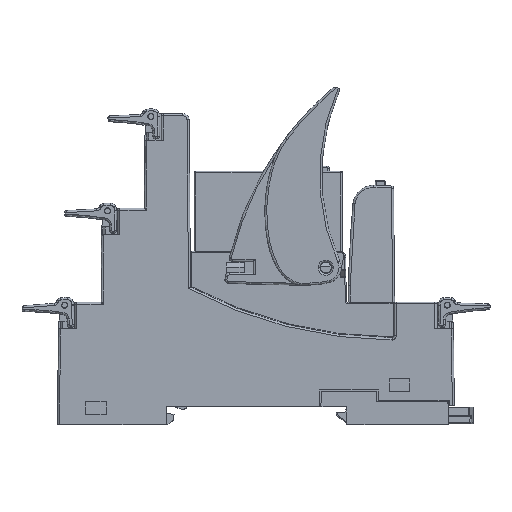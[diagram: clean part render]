
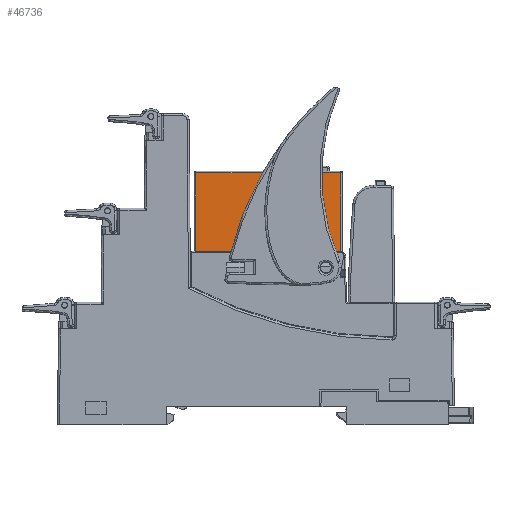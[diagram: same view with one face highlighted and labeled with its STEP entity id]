
A CAD part, top view. The second image highlights one B-rep face of the part: STEP entity #46736.
In plain terms, the highlighted face is planar.
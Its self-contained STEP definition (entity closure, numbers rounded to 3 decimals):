
#1461 = DIRECTION ( 'NONE',  ( -1., 0., 0. ) ) ;
#2036 = AXIS2_PLACEMENT_3D ( 'NONE', #55644, #7148, #12548 ) ;
#4408 = EDGE_CURVE ( 'NONE', #7808, #11358, #52649, .T. ) ;
#7054 = VECTOR ( 'NONE', #17508, 1000. ) ;
#7148 = DIRECTION ( 'NONE',  ( 0., -1., 0. ) ) ;
#7808 = VERTEX_POINT ( 'NONE', #11489 ) ;
#11358 = VERTEX_POINT ( 'NONE', #48641 ) ;
#11489 = CARTESIAN_POINT ( 'NONE',  ( 14.2, 6.35, 15.4 ) ) ;
#12439 = ORIENTED_EDGE ( 'NONE', *, *, #57337, .T. ) ;
#12548 = DIRECTION ( 'NONE',  ( 0., 0., -1. ) ) ;
#14671 = CARTESIAN_POINT ( 'NONE',  ( -14.2, 6.35, 0. ) ) ;
#15133 = CARTESIAN_POINT ( 'NONE',  ( -14.5, 6.35, 0. ) ) ;
#15692 = ORIENTED_EDGE ( 'NONE', *, *, #42062, .T. ) ;
#17508 = DIRECTION ( 'NONE',  ( 0., 0., 1. ) ) ;
#17639 = DIRECTION ( 'NONE',  ( 1., 0., 0. ) ) ;
#19333 = LINE ( 'NONE', #15133, #50153 ) ;
#22593 = FACE_OUTER_BOUND ( 'NONE', #32564, .T. ) ;
#24116 = VERTEX_POINT ( 'NONE', #14671 ) ;
#26388 = LINE ( 'NONE', #60914, #42204 ) ;
#29547 = LINE ( 'NONE', #36400, #7054 ) ;
#32564 = EDGE_LOOP ( 'NONE', ( #12439, #39564, #52976, #15692 ) ) ;
#36400 = CARTESIAN_POINT ( 'NONE',  ( -14.2, 6.35, 15.7 ) ) ;
#39564 = ORIENTED_EDGE ( 'NONE', *, *, #4408, .T. ) ;
#39853 = VECTOR ( 'NONE', #49621, 1000. ) ;
#40720 = PLANE ( 'NONE',  #2036 ) ;
#40810 = CARTESIAN_POINT ( 'NONE',  ( -14.2, 6.35, 15.4 ) ) ;
#42062 = EDGE_CURVE ( 'NONE', #24116, #52094, #29547, .T. ) ;
#42204 = VECTOR ( 'NONE', #17639, 1000. ) ;
#46736 = ADVANCED_FACE ( 'NONE', ( #22593 ), #40720, .F. ) ;
#48641 = CARTESIAN_POINT ( 'NONE',  ( 14.2, 6.35, 0. ) ) ;
#49621 = DIRECTION ( 'NONE',  ( 0., 0., -1. ) ) ;
#50153 = VECTOR ( 'NONE', #1461, 1000. ) ;
#52094 = VERTEX_POINT ( 'NONE', #40810 ) ;
#52649 = LINE ( 'NONE', #54458, #39853 ) ;
#52976 = ORIENTED_EDGE ( 'NONE', *, *, #53579, .T. ) ;
#53579 = EDGE_CURVE ( 'NONE', #11358, #24116, #19333, .T. ) ;
#54458 = CARTESIAN_POINT ( 'NONE',  ( 14.2, 6.35, 15.7 ) ) ;
#55644 = CARTESIAN_POINT ( 'NONE',  ( -14.5, 6.35, 15.7 ) ) ;
#57337 = EDGE_CURVE ( 'NONE', #52094, #7808, #26388, .T. ) ;
#60914 = CARTESIAN_POINT ( 'NONE',  ( 14.5, 6.35, 15.4 ) ) ;
